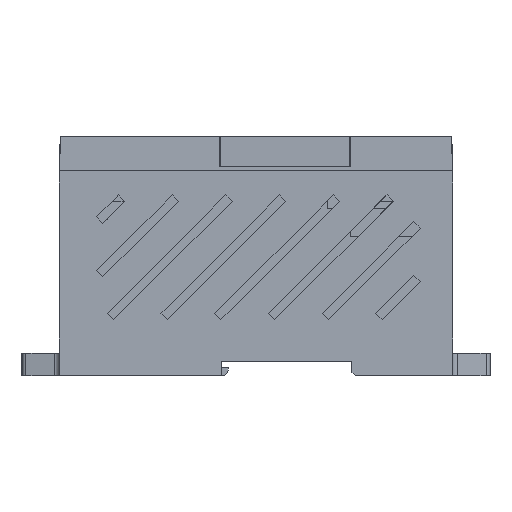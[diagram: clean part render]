
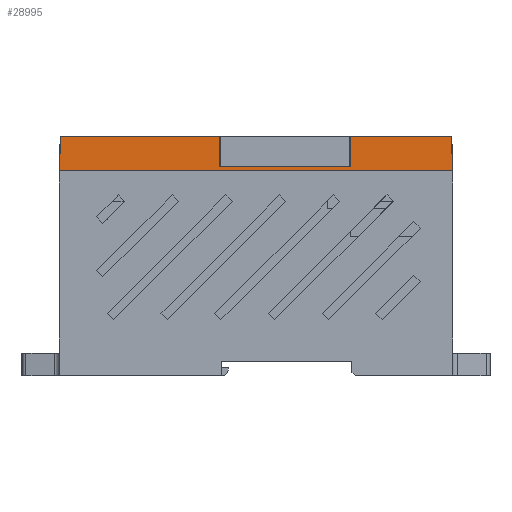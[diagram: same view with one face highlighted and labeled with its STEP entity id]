
A CAD part, left-side view. The second image highlights one B-rep face of the part: STEP entity #28995.
In plain terms, the highlighted planar face has unit normal (-1, 0, 0.018).
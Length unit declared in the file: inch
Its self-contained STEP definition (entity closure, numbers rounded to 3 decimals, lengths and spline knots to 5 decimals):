
#10551 = CARTESIAN_POINT ( 'NONE',  ( -3.26244, 4.20704, 5.4551 ) ) ;
#10719 = DIRECTION ( 'NONE',  ( 0.017, -0.051, 0.999 ) ) ;
#10720 = VECTOR ( 'NONE', #10719, 39.37008 ) ;
#10721 = CARTESIAN_POINT ( 'NONE',  ( -3.27307, 4.23799, 4.84631 ) ) ;
#10722 = LINE ( 'NONE', #10721, #10720 ) ;
#22367 = VERTEX_POINT ( 'NONE', #42766 ) ;
#22370 = EDGE_CURVE ( 'NONE', #22367, #22371, #42853, .T. ) ;
#22371 = VERTEX_POINT ( 'NONE', #42847 ) ;
#22386 = VERTEX_POINT ( 'NONE', #42970 ) ;
#22388 = EDGE_CURVE ( 'NONE', #22386, #22389, #42969, .T. ) ;
#22389 = VERTEX_POINT ( 'NONE', #42964 ) ;
#24072 = VERTEX_POINT ( 'NONE', #10551 ) ;
#24133 = EDGE_CURVE ( 'NONE', #24072, #22386, #10722, .T. ) ;
#28666 = VERTEX_POINT ( 'NONE', #48361 ) ;
#28673 = EDGE_CURVE ( 'NONE', #22371, #28666, #48355, .T. ) ;
#28979 = ORIENTED_EDGE ( 'NONE', *, *, #28980, .F. ) ;
#28980 = EDGE_CURVE ( 'NONE', #28982, #29003, #49049, .T. ) ;
#28982 = VERTEX_POINT ( 'NONE', #49084 ) ;
#28983 = ORIENTED_EDGE ( 'NONE', *, *, #28984, .T. ) ;
#28984 = EDGE_CURVE ( 'NONE', #28982, #22389, #49082, .T. ) ;
#28985 = ORIENTED_EDGE ( 'NONE', *, *, #22388, .F. ) ;
#28986 = ORIENTED_EDGE ( 'NONE', *, *, #24133, .F. ) ;
#28995 = ADVANCED_FACE ( 'NONE', ( #49111 ), #49138, .T. ) ;
#28996 = EDGE_LOOP ( 'NONE', ( #28997, #28999, #29000, #29001, #28979, #28983, #28985, #28986 ) ) ;
#28997 = ORIENTED_EDGE ( 'NONE', *, *, #28998, .F. ) ;
#28998 = EDGE_CURVE ( 'NONE', #28666, #24072, #49133, .T. ) ;
#28999 = ORIENTED_EDGE ( 'NONE', *, *, #28673, .F. ) ;
#29000 = ORIENTED_EDGE ( 'NONE', *, *, #22370, .F. ) ;
#29001 = ORIENTED_EDGE ( 'NONE', *, *, #29002, .F. ) ;
#29002 = EDGE_CURVE ( 'NONE', #29003, #22367, #49129, .T. ) ;
#29003 = VERTEX_POINT ( 'NONE', #49125 ) ;
#42766 = CARTESIAN_POINT ( 'NONE',  ( -3.25603, 1.08707, 5.82245 ) ) ;
#42847 = CARTESIAN_POINT ( 'NONE',  ( -3.25603, 0.01577, 5.82245 ) ) ;
#42848 = DIRECTION ( 'NONE',  ( 0., -1., 0. ) ) ;
#42849 = VECTOR ( 'NONE', #42848, 39.37008 ) ;
#42851 = CARTESIAN_POINT ( 'NONE',  ( -3.25603, -1.73599, 5.82245 ) ) ;
#42853 = LINE ( 'NONE', #42851, #42849 ) ;
#42964 = CARTESIAN_POINT ( 'NONE',  ( -3.25603, 2.48707, 5.82245 ) ) ;
#42966 = DIRECTION ( 'NONE',  ( 0., -1., 0. ) ) ;
#42967 = VECTOR ( 'NONE', #42966, 39.37008 ) ;
#42968 = CARTESIAN_POINT ( 'NONE',  ( -3.25603, -1.73599, 5.82245 ) ) ;
#42969 = LINE ( 'NONE', #42968, #42967 ) ;
#42970 = CARTESIAN_POINT ( 'NONE',  ( -3.25603, 4.18837, 5.82245 ) ) ;
#48352 = DIRECTION ( 'NONE',  ( -0.017, -0.051, -0.999 ) ) ;
#48353 = VECTOR ( 'NONE', #48352, 39.37008 ) ;
#48354 = CARTESIAN_POINT ( 'NONE',  ( -3.27986, -0.05363, 4.45723 ) ) ;
#48355 = LINE ( 'NONE', #48354, #48353 ) ;
#48361 = CARTESIAN_POINT ( 'NONE',  ( -3.26244, -0.00291, 5.4551 ) ) ;
#49046 = DIRECTION ( 'NONE',  ( 0., -1., 0. ) ) ;
#49047 = VECTOR ( 'NONE', #49046, 39.37008 ) ;
#49048 = CARTESIAN_POINT ( 'NONE',  ( -3.2617, 1.08707, 5.49745 ) ) ;
#49049 = LINE ( 'NONE', #49048, #49047 ) ;
#49079 = DIRECTION ( 'NONE',  ( 0.017, 0., 1. ) ) ;
#49080 = VECTOR ( 'NONE', #49079, 39.37008 ) ;
#49081 = CARTESIAN_POINT ( 'NONE',  ( -3.2617, 2.48707, 5.49744 ) ) ;
#49082 = LINE ( 'NONE', #49081, #49080 ) ;
#49084 = CARTESIAN_POINT ( 'NONE',  ( -3.2617, 2.48707, 5.49745 ) ) ;
#49111 = FACE_OUTER_BOUND ( 'NONE', #28996, .T. ) ;
#49125 = CARTESIAN_POINT ( 'NONE',  ( -3.2617, 1.08707, 5.49745 ) ) ;
#49126 = DIRECTION ( 'NONE',  ( 0.017, 0., 1. ) ) ;
#49127 = VECTOR ( 'NONE', #49126, 39.37008 ) ;
#49128 = CARTESIAN_POINT ( 'NONE',  ( -3.26245, 1.08707, 5.4546 ) ) ;
#49129 = LINE ( 'NONE', #49128, #49127 ) ;
#49130 = DIRECTION ( 'NONE',  ( 0., 1., 0. ) ) ;
#49131 = VECTOR ( 'NONE', #49130, 39.37008 ) ;
#49132 = CARTESIAN_POINT ( 'NONE',  ( -3.26244, 0., 5.4551 ) ) ;
#49133 = LINE ( 'NONE', #49132, #49131 ) ;
#49134 = DIRECTION ( 'NONE',  ( 0.017, 0., 1. ) ) ;
#49135 = DIRECTION ( 'NONE',  ( -1., 0., 0.017 ) ) ;
#49136 = CARTESIAN_POINT ( 'NONE',  ( -3.26245, 0., 5.4546 ) ) ;
#49137 = AXIS2_PLACEMENT_3D ( 'NONE', #49136, #49135, #49134 ) ;
#49138 = PLANE ( 'NONE',  #49137 ) ;
